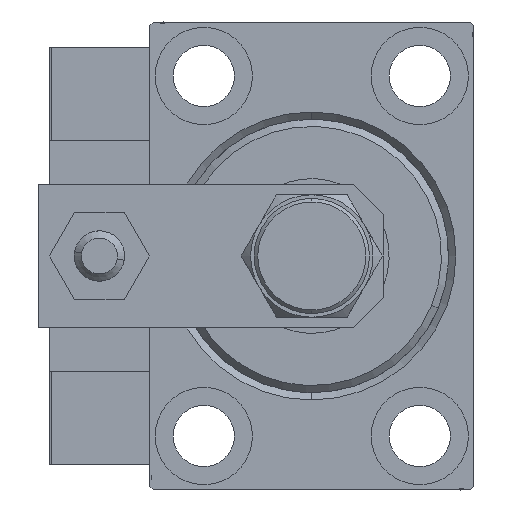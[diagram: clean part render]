
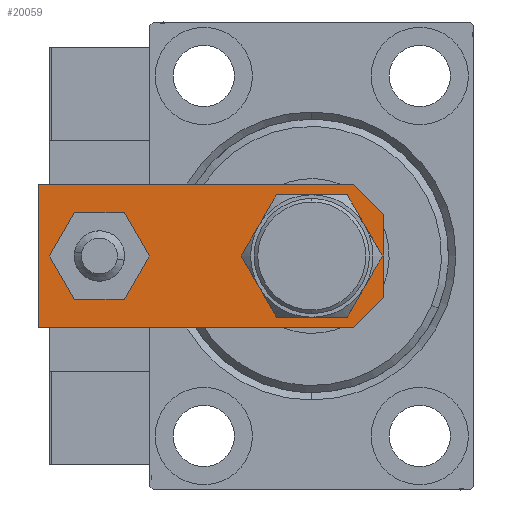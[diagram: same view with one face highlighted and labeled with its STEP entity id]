
A CAD part, left-side view. The second image highlights one B-rep face of the part: STEP entity #20059.
In plain terms, the highlighted face is planar.
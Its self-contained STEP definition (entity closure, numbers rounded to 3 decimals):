
#880 = DIRECTION ( 'NONE',  ( 0., 1., 0. ) ) ;
#1754 = CARTESIAN_POINT ( 'NONE',  ( 0., 0., 6. ) ) ;
#2027 = CARTESIAN_POINT ( 'NONE',  ( -2.88, -2.88, 6. ) ) ;
#2284 = FACE_BOUND ( 'NONE', #11962, .T. ) ;
#2378 = LINE ( 'NONE', #5529, #22681 ) ;
#2640 = CARTESIAN_POINT ( 'NONE',  ( 10., 48., 6. ) ) ;
#3101 = VECTOR ( 'NONE', #880, 1000. ) ;
#4373 = CARTESIAN_POINT ( 'NONE',  ( -10., 48., 6. ) ) ;
#5002 = ORIENTED_EDGE ( 'NONE', *, *, #27857, .T. ) ;
#5411 = ORIENTED_EDGE ( 'NONE', *, *, #22324, .F. ) ;
#5529 = CARTESIAN_POINT ( 'NONE',  ( 2.88, -2.88, 6. ) ) ;
#5952 = FACE_BOUND ( 'NONE', #12768, .T. ) ;
#7917 = VECTOR ( 'NONE', #23151, 1000. ) ;
#8413 = ORIENTED_EDGE ( 'NONE', *, *, #15280, .F. ) ;
#8584 = DIRECTION ( 'NONE',  ( 0., 0., 1. ) ) ;
#9129 = CARTESIAN_POINT ( 'NONE',  ( 10., 48., 6. ) ) ;
#9912 = DIRECTION ( 'NONE',  ( 0., 0., 1. ) ) ;
#10160 = DIRECTION ( 'NONE',  ( 0., -1., 0. ) ) ;
#10750 = ORIENTED_EDGE ( 'NONE', *, *, #44738, .T. ) ;
#10838 = CARTESIAN_POINT ( 'NONE',  ( -5.76, 0., 6. ) ) ;
#11584 = VERTEX_POINT ( 'NONE', #9129 ) ;
#11962 = EDGE_LOOP ( 'NONE', ( #8413, #5411 ) ) ;
#12035 = DIRECTION ( 'NONE',  ( 1., 0., 0. ) ) ;
#12127 = DIRECTION ( 'NONE',  ( 1., 0., 0. ) ) ;
#12768 = EDGE_LOOP ( 'NONE', ( #21292, #25007 ) ) ;
#14798 = CIRCLE ( 'NONE', #34928, 7.25 ) ;
#15242 = CARTESIAN_POINT ( 'NONE',  ( 5.76, 0., 6. ) ) ;
#15280 = EDGE_CURVE ( 'NONE', #36658, #39926, #14798, .T. ) ;
#15762 = AXIS2_PLACEMENT_3D ( 'NONE', #40235, #36792, #20773 ) ;
#16081 = LINE ( 'NONE', #20023, #18384 ) ;
#16095 = EDGE_CURVE ( 'NONE', #22392, #44227, #44163, .T. ) ;
#16674 = ORIENTED_EDGE ( 'NONE', *, *, #41541, .T. ) ;
#16933 = LINE ( 'NONE', #29542, #3101 ) ;
#18384 = VECTOR ( 'NONE', #12127, 1000. ) ;
#18393 = EDGE_CURVE ( 'NONE', #44227, #22392, #44155, .T. ) ;
#20023 = CARTESIAN_POINT ( 'NONE',  ( -10., 0., 6. ) ) ;
#20059 = ADVANCED_FACE ( 'NONE', ( #5952, #25690, #2284 ), #34355, .T. ) ;
#20203 = LINE ( 'NONE', #28350, #46235 ) ;
#20773 = DIRECTION ( 'NONE',  ( 1., 0., 0. ) ) ;
#21292 = ORIENTED_EDGE ( 'NONE', *, *, #18393, .F. ) ;
#21548 = AXIS2_PLACEMENT_3D ( 'NONE', #1754, #9912, #22013 ) ;
#22013 = DIRECTION ( 'NONE',  ( 1., 0., 0. ) ) ;
#22111 = DIRECTION ( 'NONE',  ( 0.707, 0.707, 0. ) ) ;
#22324 = EDGE_CURVE ( 'NONE', #39926, #36658, #47636, .T. ) ;
#22392 = VERTEX_POINT ( 'NONE', #38099 ) ;
#22627 = LINE ( 'NONE', #2640, #7917 ) ;
#22681 = VECTOR ( 'NONE', #22111, 1000. ) ;
#23151 = DIRECTION ( 'NONE',  ( -1., 0., 0. ) ) ;
#25007 = ORIENTED_EDGE ( 'NONE', *, *, #16095, .F. ) ;
#25690 = FACE_OUTER_BOUND ( 'NONE', #29286, .T. ) ;
#26327 = CARTESIAN_POINT ( 'NONE',  ( -7.25, 10., 6. ) ) ;
#26830 = VECTOR ( 'NONE', #46456, 1000. ) ;
#27857 = EDGE_CURVE ( 'NONE', #45250, #43663, #2378, .T. ) ;
#28350 = CARTESIAN_POINT ( 'NONE',  ( -10., 48., 6. ) ) ;
#29286 = EDGE_LOOP ( 'NONE', ( #42812, #49844, #43930, #5002, #10750, #16674 ) ) ;
#29542 = CARTESIAN_POINT ( 'NONE',  ( 10., 0., 6. ) ) ;
#29604 = DIRECTION ( 'NONE',  ( 0., 0., 1. ) ) ;
#31230 = CARTESIAN_POINT ( 'NONE',  ( -4., 39.5, 6. ) ) ;
#32744 = CARTESIAN_POINT ( 'NONE',  ( 7.25, 10., 6. ) ) ;
#33991 = EDGE_CURVE ( 'NONE', #43591, #50037, #20203, .T. ) ;
#34355 = PLANE ( 'NONE',  #21548 ) ;
#34928 = AXIS2_PLACEMENT_3D ( 'NONE', #49569, #29604, #45634 ) ;
#36216 = VERTEX_POINT ( 'NONE', #10838 ) ;
#36589 = CARTESIAN_POINT ( 'NONE',  ( -10., 4.24, 6. ) ) ;
#36658 = VERTEX_POINT ( 'NONE', #26327 ) ;
#36792 = DIRECTION ( 'NONE',  ( 0., 0., 1. ) ) ;
#38099 = CARTESIAN_POINT ( 'NONE',  ( 4., 39.5, 6. ) ) ;
#39926 = VERTEX_POINT ( 'NONE', #32744 ) ;
#40235 = CARTESIAN_POINT ( 'NONE',  ( 0., 10., 6. ) ) ;
#40366 = DIRECTION ( 'NONE',  ( 1., 0., 0. ) ) ;
#40669 = CARTESIAN_POINT ( 'NONE',  ( 0., 39.5, 6. ) ) ;
#40805 = AXIS2_PLACEMENT_3D ( 'NONE', #40669, #8584, #12035 ) ;
#41541 = EDGE_CURVE ( 'NONE', #11584, #43591, #22627, .T. ) ;
#42812 = ORIENTED_EDGE ( 'NONE', *, *, #33991, .T. ) ;
#43591 = VERTEX_POINT ( 'NONE', #4373 ) ;
#43663 = VERTEX_POINT ( 'NONE', #49307 ) ;
#43930 = ORIENTED_EDGE ( 'NONE', *, *, #45919, .T. ) ;
#44155 = CIRCLE ( 'NONE', #50107, 4. ) ;
#44163 = CIRCLE ( 'NONE', #40805, 4. ) ;
#44227 = VERTEX_POINT ( 'NONE', #31230 ) ;
#44300 = CARTESIAN_POINT ( 'NONE',  ( 0., 39.5, 6. ) ) ;
#44557 = DIRECTION ( 'NONE',  ( 0., 0., 1. ) ) ;
#44738 = EDGE_CURVE ( 'NONE', #43663, #11584, #16933, .T. ) ;
#45250 = VERTEX_POINT ( 'NONE', #15242 ) ;
#45634 = DIRECTION ( 'NONE',  ( 1., 0., 0. ) ) ;
#45919 = EDGE_CURVE ( 'NONE', #36216, #45250, #16081, .T. ) ;
#46235 = VECTOR ( 'NONE', #10160, 1000. ) ;
#46375 = EDGE_CURVE ( 'NONE', #50037, #36216, #50129, .T. ) ;
#46456 = DIRECTION ( 'NONE',  ( 0.707, -0.707, 0. ) ) ;
#47636 = CIRCLE ( 'NONE', #15762, 7.25 ) ;
#49307 = CARTESIAN_POINT ( 'NONE',  ( 10., 4.24, 6. ) ) ;
#49569 = CARTESIAN_POINT ( 'NONE',  ( 0., 10., 6. ) ) ;
#49844 = ORIENTED_EDGE ( 'NONE', *, *, #46375, .T. ) ;
#50037 = VERTEX_POINT ( 'NONE', #36589 ) ;
#50107 = AXIS2_PLACEMENT_3D ( 'NONE', #44300, #44557, #40366 ) ;
#50129 = LINE ( 'NONE', #2027, #26830 ) ;
